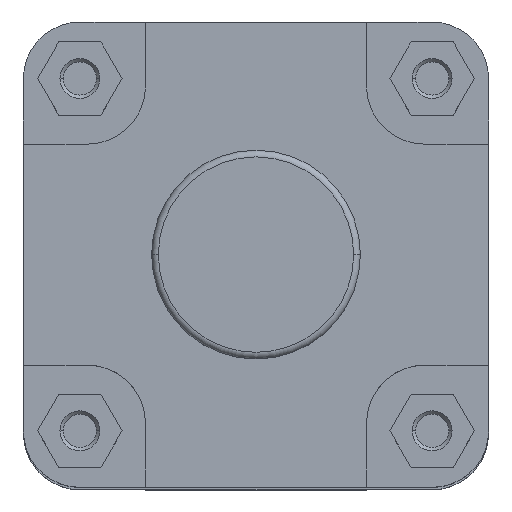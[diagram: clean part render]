
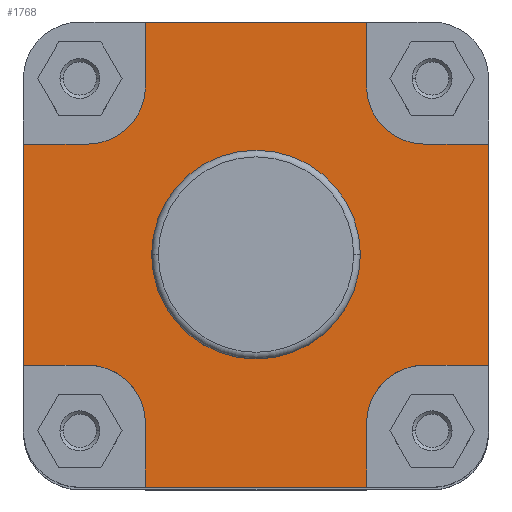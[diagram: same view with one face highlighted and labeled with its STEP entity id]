
A CAD part, top view. The second image highlights one B-rep face of the part: STEP entity #1768.
In plain terms, the highlighted planar face has unit normal (0, 0, 1).
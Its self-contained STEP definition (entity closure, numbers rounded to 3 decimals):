
#1048 = CARTESIAN_POINT ( 'NONE',  ( 0., 31.4, -6. ) ) ;
#1049 = PLANE ( 'NONE',  #2014 ) ;
#1050 = DIRECTION ( 'NONE',  ( 0., 0., -1. ) ) ;
#1051 = DIRECTION ( 'NONE',  ( -1., 0., 0. ) ) ;
#1115 = CARTESIAN_POINT ( 'NONE',  ( 0., 0., -6. ) ) ;
#1139 = CARTESIAN_POINT ( 'NONE',  ( -33.25, 70., -6. ) ) ;
#1141 = DIRECTION ( 'NONE',  ( 0., 0., 1. ) ) ;
#1142 = DIRECTION ( 'NONE',  ( 1., 0., 0. ) ) ;
#1148 = CARTESIAN_POINT ( 'NONE',  ( 70., 33.25, -6. ) ) ;
#1149 = DIRECTION ( 'NONE',  ( 1., 0., 0. ) ) ;
#1151 = DIRECTION ( 'NONE',  ( 0., 1., 0. ) ) ;
#1155 = CARTESIAN_POINT ( 'NONE',  ( -50.75, 33.25, -6. ) ) ;
#1156 = DIRECTION ( 'NONE',  ( 1., 0., 0. ) ) ;
#1162 = CARTESIAN_POINT ( 'NONE',  ( -33.25, -50.75, -6. ) ) ;
#1173 = CARTESIAN_POINT ( 'NONE',  ( 0., 70., -6. ) ) ;
#1174 = DIRECTION ( 'NONE',  ( 0., 1., 0. ) ) ;
#1176 = DIRECTION ( 'NONE',  ( 1., 0., 0. ) ) ;
#1178 = CARTESIAN_POINT ( 'NONE',  ( 0., -70., -6. ) ) ;
#1179 = CARTESIAN_POINT ( 'NONE',  ( 33.25, -70., -6. ) ) ;
#1180 = DIRECTION ( 'NONE',  ( 0., -1., 0. ) ) ;
#1181 = CARTESIAN_POINT ( 'NONE',  ( -50.75, 50.75, -6. ) ) ;
#1182 = DIRECTION ( 'NONE',  ( 0., 0., 1. ) ) ;
#1183 = DIRECTION ( 'NONE',  ( -1., 0., 0. ) ) ;
#1185 = DIRECTION ( 'NONE',  ( 1., 0., 0. ) ) ;
#1195 = CARTESIAN_POINT ( 'NONE',  ( -70., -154.141, -6. ) ) ;
#1197 = CARTESIAN_POINT ( 'NONE',  ( 33.25, 50.75, -6. ) ) ;
#1198 = DIRECTION ( 'NONE',  ( 0., -1., 0. ) ) ;
#1202 = DIRECTION ( 'NONE',  ( 0., -1., 0. ) ) ;
#1217 = CARTESIAN_POINT ( 'NONE',  ( 50.75, -33.25, -6. ) ) ;
#1218 = DIRECTION ( 'NONE',  ( -1., 0., 0. ) ) ;
#1225 = CARTESIAN_POINT ( 'NONE',  ( -50.75, -50.75, -6. ) ) ;
#1226 = DIRECTION ( 'NONE',  ( 0., 0., 1. ) ) ;
#1227 = DIRECTION ( 'NONE',  ( -1., 0., 0. ) ) ;
#1228 = CARTESIAN_POINT ( 'NONE',  ( 70., -154.141, -6. ) ) ;
#1231 = DIRECTION ( 'NONE',  ( 0., -1., 0. ) ) ;
#1241 = CARTESIAN_POINT ( 'NONE',  ( -70., -33.25, -6. ) ) ;
#1242 = DIRECTION ( 'NONE',  ( -1., 0., 0. ) ) ;
#1243 = CARTESIAN_POINT ( 'NONE',  ( 50.75, 50.75, -6. ) ) ;
#1244 = DIRECTION ( 'NONE',  ( 0., 0., 1. ) ) ;
#1245 = DIRECTION ( 'NONE',  ( -1., 0., 0. ) ) ;
#1246 = CARTESIAN_POINT ( 'NONE',  ( 50.75, -50.75, -6. ) ) ;
#1247 = DIRECTION ( 'NONE',  ( 0., 0., 1. ) ) ;
#1248 = DIRECTION ( 'NONE',  ( -1., 0., 0. ) ) ;
#1768 = ADVANCED_FACE ( 'NONE', ( #6916, #6918 ), #1049, .F. ) ;
#1992 = AXIS2_PLACEMENT_3D ( 'NONE', #1115, #1141, #1142 ) ;
#2014 = AXIS2_PLACEMENT_3D ( 'NONE', #1048, #1050, #1051 ) ;
#2042 = AXIS2_PLACEMENT_3D ( 'NONE', #1181, #1182, #1183 ) ;
#2048 = AXIS2_PLACEMENT_3D ( 'NONE', #1225, #1226, #1227 ) ;
#2049 = AXIS2_PLACEMENT_3D ( 'NONE', #1246, #1247, #1248 ) ;
#2051 = AXIS2_PLACEMENT_3D ( 'NONE', #1243, #1244, #1245 ) ;
#2205 = AXIS2_PLACEMENT_3D ( 'NONE', #2993, #2995, #2996 ) ;
#2993 = CARTESIAN_POINT ( 'NONE',  ( 0., 0., -6. ) ) ;
#2995 = DIRECTION ( 'NONE',  ( 0., 0., 1. ) ) ;
#2996 = DIRECTION ( 'NONE',  ( 1., 0., 0. ) ) ;
#3195 = CARTESIAN_POINT ( 'NONE',  ( -50.75, -33.25, -6. ) ) ;
#3267 = CARTESIAN_POINT ( 'NONE',  ( -33.25, 70., -6. ) ) ;
#3296 = CARTESIAN_POINT ( 'NONE',  ( 33.25, 50.75, -6. ) ) ;
#3297 = CARTESIAN_POINT ( 'NONE',  ( 31.4, 0., -6. ) ) ;
#3299 = CARTESIAN_POINT ( 'NONE',  ( 70., 33.25, -6. ) ) ;
#3313 = CARTESIAN_POINT ( 'NONE',  ( -50.75, 33.25, -6. ) ) ;
#3324 = CARTESIAN_POINT ( 'NONE',  ( 33.25, 70., -6. ) ) ;
#3328 = CARTESIAN_POINT ( 'NONE',  ( 33.25, -50.75, -6. ) ) ;
#3335 = CARTESIAN_POINT ( 'NONE',  ( -70., -33.25, -6. ) ) ;
#3337 = CARTESIAN_POINT ( 'NONE',  ( -70., 33.25, -6. ) ) ;
#3343 = CARTESIAN_POINT ( 'NONE',  ( 33.25, -70., -6. ) ) ;
#3348 = CARTESIAN_POINT ( 'NONE',  ( -33.25, -70., -6. ) ) ;
#3351 = CARTESIAN_POINT ( 'NONE',  ( 50.75, 33.25, -6. ) ) ;
#3523 = CARTESIAN_POINT ( 'NONE',  ( -33.25, -50.75, -6. ) ) ;
#3526 = CARTESIAN_POINT ( 'NONE',  ( -33.25, 50.75, -6. ) ) ;
#3529 = CARTESIAN_POINT ( 'NONE',  ( 50.75, -33.25, -6. ) ) ;
#3870 = CIRCLE ( 'NONE', #2205, 31.4 ) ;
#4234 = ORIENTED_EDGE ( 'NONE', *, *, #5572, .F. ) ;
#4235 = ORIENTED_EDGE ( 'NONE', *, *, #5090, .F. ) ;
#4236 = ORIENTED_EDGE ( 'NONE', *, *, #5114, .T. ) ;
#4237 = ORIENTED_EDGE ( 'NONE', *, *, #5133, .F. ) ;
#4238 = ORIENTED_EDGE ( 'NONE', *, *, #5126, .F. ) ;
#4239 = ORIENTED_EDGE ( 'NONE', *, *, #5103, .F. ) ;
#4240 = ORIENTED_EDGE ( 'NONE', *, *, #5108, .T. ) ;
#4241 = ORIENTED_EDGE ( 'NONE', *, *, #5106, .F. ) ;
#4242 = ORIENTED_EDGE ( 'NONE', *, *, #5135, .F. ) ;
#4243 = ORIENTED_EDGE ( 'NONE', *, *, #5123, .F. ) ;
#4244 = ORIENTED_EDGE ( 'NONE', *, *, #5128, .F. ) ;
#4245 = ORIENTED_EDGE ( 'NONE', *, *, #5093, .F. ) ;
#4246 = ORIENTED_EDGE ( 'NONE', *, *, #5134, .F. ) ;
#4247 = ORIENTED_EDGE ( 'NONE', *, *, #5116, .F. ) ;
#4248 = ORIENTED_EDGE ( 'NONE', *, *, #5104, .F. ) ;
#4249 = ORIENTED_EDGE ( 'NONE', *, *, #5094, .F. ) ;
#4250 = ORIENTED_EDGE ( 'NONE', *, *, #5107, .F. ) ;
#4251 = ORIENTED_EDGE ( 'NONE', *, *, #5096, .F. ) ;
#5090 = EDGE_CURVE ( 'NONE', #6261, #6011, #6955, .T. ) ;
#5093 = EDGE_CURVE ( 'NONE', #6066, #6013, #6958, .T. ) ;
#5094 = EDGE_CURVE ( 'NONE', #6242, #5981, #6956, .T. ) ;
#5096 = EDGE_CURVE ( 'NONE', #6051, #6027, #6961, .T. ) ;
#5103 = EDGE_CURVE ( 'NONE', #6062, #6239, #6973, .T. ) ;
#5104 = EDGE_CURVE ( 'NONE', #5981, #6038, #6970, .T. ) ;
#5106 = EDGE_CURVE ( 'NONE', #6042, #6057, #6979, .T. ) ;
#5107 = EDGE_CURVE ( 'NONE', #6027, #6242, #6984, .T. ) ;
#5108 = EDGE_CURVE ( 'NONE', #6062, #6057, #6983, .T. ) ;
#5114 = EDGE_CURVE ( 'NONE', #6051, #6049, #6991, .T. ) ;
#5116 = EDGE_CURVE ( 'NONE', #6038, #6010, #6990, .T. ) ;
#5123 = EDGE_CURVE ( 'NONE', #6247, #6245, #6998, .T. ) ;
#5126 = EDGE_CURVE ( 'NONE', #6239, #5863, #7016, .T. ) ;
#5128 = EDGE_CURVE ( 'NONE', #6013, #6247, #7012, .T. ) ;
#5133 = EDGE_CURVE ( 'NONE', #5863, #6049, #7026, .T. ) ;
#5134 = EDGE_CURVE ( 'NONE', #6010, #6066, #7029, .T. ) ;
#5135 = EDGE_CURVE ( 'NONE', #6245, #6042, #7031, .T. ) ;
#5572 = EDGE_CURVE ( 'NONE', #6011, #6261, #3870, .T. ) ;
#5863 = VERTEX_POINT ( 'NONE', #3195 ) ;
#5981 = VERTEX_POINT ( 'NONE', #3267 ) ;
#6010 = VERTEX_POINT ( 'NONE', #3296 ) ;
#6011 = VERTEX_POINT ( 'NONE', #3297 ) ;
#6013 = VERTEX_POINT ( 'NONE', #3299 ) ;
#6027 = VERTEX_POINT ( 'NONE', #3313 ) ;
#6038 = VERTEX_POINT ( 'NONE', #3324 ) ;
#6042 = VERTEX_POINT ( 'NONE', #3328 ) ;
#6049 = VERTEX_POINT ( 'NONE', #3335 ) ;
#6051 = VERTEX_POINT ( 'NONE', #3337 ) ;
#6057 = VERTEX_POINT ( 'NONE', #3343 ) ;
#6062 = VERTEX_POINT ( 'NONE', #3348 ) ;
#6066 = VERTEX_POINT ( 'NONE', #3351 ) ;
#6239 = VERTEX_POINT ( 'NONE', #3523 ) ;
#6242 = VERTEX_POINT ( 'NONE', #3526 ) ;
#6245 = VERTEX_POINT ( 'NONE', #3529 ) ;
#6247 = VERTEX_POINT ( 'NONE', #6276 ) ;
#6261 = VERTEX_POINT ( 'NONE', #6290 ) ;
#6276 = CARTESIAN_POINT ( 'NONE',  ( 70., -33.25, -6. ) ) ;
#6290 = CARTESIAN_POINT ( 'NONE',  ( -31.4, 0., -6. ) ) ;
#6916 = FACE_BOUND ( 'NONE', #7463, .T. ) ;
#6918 = FACE_OUTER_BOUND ( 'NONE', #7505, .T. ) ;
#6950 = VECTOR ( 'NONE', #1156, 1000. ) ;
#6955 = CIRCLE ( 'NONE', #1992, 31.4 ) ;
#6956 = LINE ( 'NONE', #1139, #6960 ) ;
#6958 = LINE ( 'NONE', #1148, #6959 ) ;
#6959 = VECTOR ( 'NONE', #1149, 1000. ) ;
#6960 = VECTOR ( 'NONE', #1151, 1000. ) ;
#6961 = LINE ( 'NONE', #1155, #6950 ) ;
#6962 = VECTOR ( 'NONE', #1174, 1000. ) ;
#6970 = LINE ( 'NONE', #1173, #6975 ) ;
#6973 = LINE ( 'NONE', #1162, #6962 ) ;
#6975 = VECTOR ( 'NONE', #1176, 1000. ) ;
#6978 = VECTOR ( 'NONE', #1185, 1000. ) ;
#6979 = LINE ( 'NONE', #1179, #6980 ) ;
#6980 = VECTOR ( 'NONE', #1180, 1000. ) ;
#6983 = LINE ( 'NONE', #1178, #6978 ) ;
#6984 = CIRCLE ( 'NONE', #2042, 17.5 ) ;
#6990 = LINE ( 'NONE', #1197, #6997 ) ;
#6991 = LINE ( 'NONE', #1195, #6994 ) ;
#6994 = VECTOR ( 'NONE', #1198, 1000. ) ;
#6997 = VECTOR ( 'NONE', #1202, 1000. ) ;
#6998 = LINE ( 'NONE', #1217, #7005 ) ;
#7005 = VECTOR ( 'NONE', #1218, 1000. ) ;
#7012 = LINE ( 'NONE', #1228, #7017 ) ;
#7016 = CIRCLE ( 'NONE', #2048, 17.5 ) ;
#7017 = VECTOR ( 'NONE', #1231, 1000. ) ;
#7026 = LINE ( 'NONE', #1241, #7027 ) ;
#7027 = VECTOR ( 'NONE', #1242, 1000. ) ;
#7029 = CIRCLE ( 'NONE', #2051, 17.5 ) ;
#7031 = CIRCLE ( 'NONE', #2049, 17.5 ) ;
#7463 = EDGE_LOOP ( 'NONE', ( #4234, #4235 ) ) ;
#7505 = EDGE_LOOP ( 'NONE', ( #4236, #4237, #4238, #4239, #4240, #4241, #4242, #4243, #4244, #4245, #4246, #4247, #4248, #4249, #4250, #4251 ) ) ;
